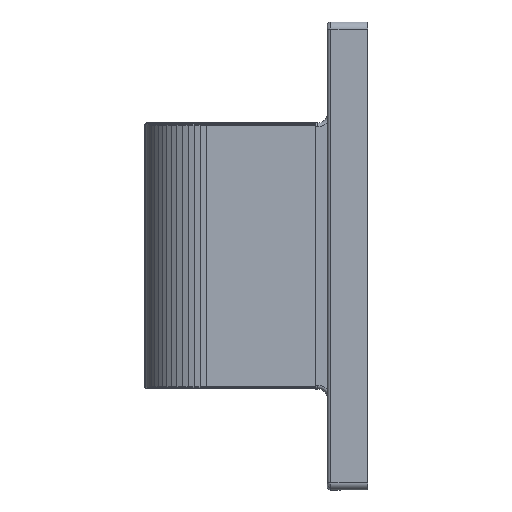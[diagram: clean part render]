
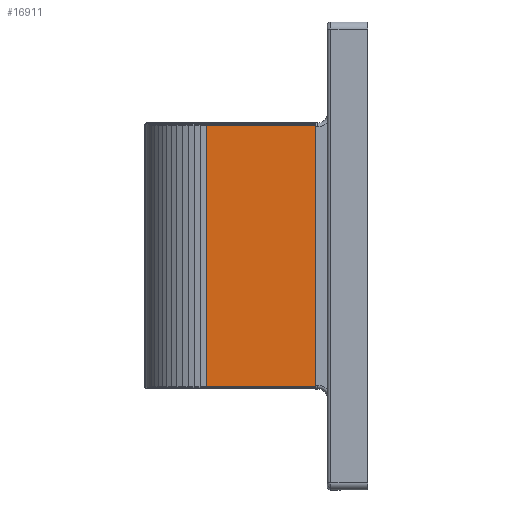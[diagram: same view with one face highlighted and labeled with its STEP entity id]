
A CAD part, left-side view. The second image highlights one B-rep face of the part: STEP entity #16911.
In plain terms, the highlighted planar face has unit normal (-1, 0, 0).
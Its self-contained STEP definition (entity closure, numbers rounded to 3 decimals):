
#624=PLANE('',#18428);
#2101=LINE('',#25944,#4282);
#2423=LINE('',#26587,#4604);
#2425=LINE('',#26591,#4606);
#2426=LINE('',#26592,#4607);
#4282=VECTOR('',#20915,10.);
#4604=VECTOR('',#21663,10.);
#4606=VECTOR('',#21667,10.);
#4607=VECTOR('',#21668,10.);
#6385=FACE_OUTER_BOUND('',#7759,.T.);
#7759=EDGE_LOOP('',(#13914,#13915,#13916,#13917));
#8981=VERTEX_POINT('',#25942);
#8982=VERTEX_POINT('',#25943);
#9090=VERTEX_POINT('',#26586);
#9091=VERTEX_POINT('',#26590);
#10295=EDGE_CURVE('',#8981,#8982,#2101,.T.);
#10617=EDGE_CURVE('',#8981,#9090,#2423,.T.);
#10619=EDGE_CURVE('',#8982,#9091,#2425,.T.);
#10620=EDGE_CURVE('',#9090,#9091,#2426,.T.);
#13914=ORIENTED_EDGE('',*,*,#10295,.T.);
#13915=ORIENTED_EDGE('',*,*,#10619,.T.);
#13916=ORIENTED_EDGE('',*,*,#10620,.F.);
#13917=ORIENTED_EDGE('',*,*,#10617,.F.);
#16911=ADVANCED_FACE('',(#6385),#624,.T.);
#18428=AXIS2_PLACEMENT_3D('',#26589,#21665,#21666);
#20915=DIRECTION('',(0.,0.,-1.));
#21663=DIRECTION('',(0.,-1.,0.));
#21665=DIRECTION('center_axis',(-1.,0.,0.));
#21666=DIRECTION('ref_axis',(0.,0.,1.));
#21667=DIRECTION('',(0.,-1.,0.));
#21668=DIRECTION('',(0.,0.,-1.));
#25942=CARTESIAN_POINT('',(212.538,-243.407,46.));
#25943=CARTESIAN_POINT('',(212.538,-243.407,0.));
#25944=CARTESIAN_POINT('',(212.538,-243.407,46.));
#26586=CARTESIAN_POINT('',(212.538,-353.407,46.));
#26587=CARTESIAN_POINT('',(212.538,-243.407,46.));
#26589=CARTESIAN_POINT('Origin',(212.538,-243.407,46.));
#26590=CARTESIAN_POINT('',(212.538,-353.407,0.));
#26591=CARTESIAN_POINT('',(212.538,-243.407,0.));
#26592=CARTESIAN_POINT('',(212.538,-353.407,46.));
